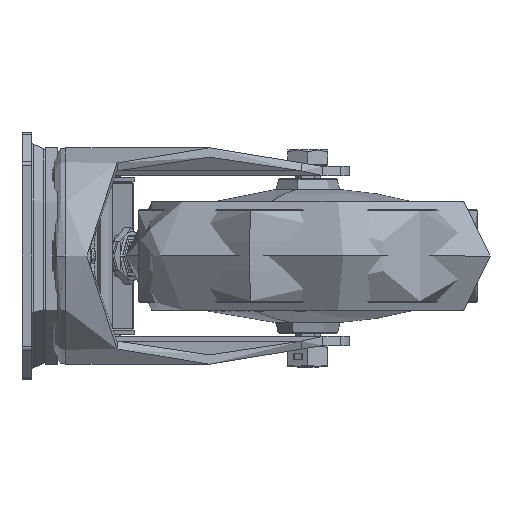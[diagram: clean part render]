
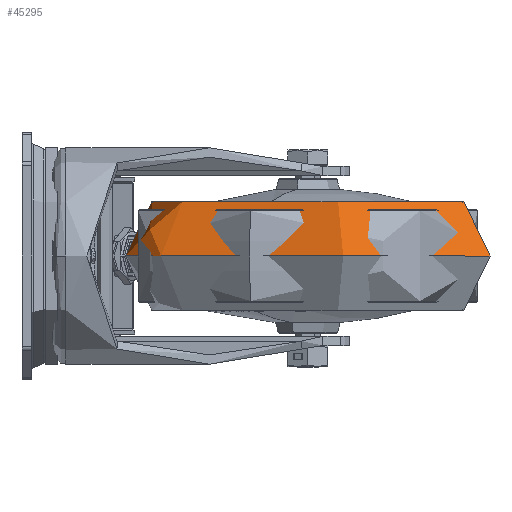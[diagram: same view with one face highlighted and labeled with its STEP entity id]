
A CAD part, left-side view. The second image highlights one B-rep face of the part: STEP entity #45295.
In plain terms, the highlighted free-form (B-spline) face has degree [3, 3] with [4, 4] control points.
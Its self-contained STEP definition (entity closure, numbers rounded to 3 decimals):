
#20 = CARTESIAN_POINT ( 'NONE',  ( 19.165, -151.425, 0. ) ) ;
#532 = CARTESIAN_POINT ( 'NONE',  ( 59.593, -37.09, 17.5 ) ) ;
#1430 = CARTESIAN_POINT ( 'NONE',  ( 22.165, -142.94, 17.5 ) ) ;
#4755 = FACE_OUTER_BOUND ( 'NONE', #17062, .T. ) ;
#5940 = CARTESIAN_POINT ( 'NONE',  ( 60.835, -33.575, 0. ) ) ;
#10140 = CARTESIAN_POINT ( 'NONE',  ( 60.835, -33.575, 0. ) ) ;
#10219 = CARTESIAN_POINT ( 'NONE',  ( 40., -92.5, 17.5 ) ) ;
#10426 = CARTESIAN_POINT ( 'NONE',  ( 60.835, -33.575, 10.251 ) ) ;
#11066 =( BOUNDED_CURVE ( )  B_SPLINE_CURVE ( 3, ( #25381, #53343, #43415, #43709 ),
 .UNSPECIFIED., .F., .F. ) 
 B_SPLINE_CURVE_WITH_KNOTS ( ( 4, 4 ),
 ( 0., 1.571 ),
 .UNSPECIFIED. ) 
 CURVE ( )  GEOMETRIC_REPRESENTATION_ITEM ( )  RATIONAL_B_SPLINE_CURVE ( ( 1., 0.805, 0.805, 1. ) ) 
 REPRESENTATION_ITEM ( '' )  );
#13090 = CARTESIAN_POINT ( 'NONE',  ( 40., -92.5, 0. ) ) ;
#14303 = CARTESIAN_POINT ( 'NONE',  ( 57.835, -42.06, 17.5 ) ) ;
#15166 = CARTESIAN_POINT ( 'NONE',  ( -78.714, -107.27, 17.5 ) ) ;
#15707 =( BOUNDED_CURVE ( )  B_SPLINE_CURVE ( 3, ( #39011, #25794, #34787, #16792 ),
 .UNSPECIFIED., .F., .F. ) 
 B_SPLINE_CURVE_WITH_KNOTS ( ( 4, 4 ),
 ( 4.712, 6.283 ),
 .UNSPECIFIED. ) 
 CURVE ( )  GEOMETRIC_REPRESENTATION_ITEM ( )  RATIONAL_B_SPLINE_CURVE ( ( 1., 0.805, 0.805, 1. ) ) 
 REPRESENTATION_ITEM ( '' )  );
#16536 = EDGE_CURVE ( 'NONE', #28174, #38673, #15707, .T. ) ;
#16792 = CARTESIAN_POINT ( 'NONE',  ( 57.835, -42.06, 17.5 ) ) ;
#17062 = EDGE_LOOP ( 'NONE', ( #43407, #29954, #21542, #52277 ) ) ;
#17243 = AXIS2_PLACEMENT_3D ( 'NONE', #10219, #23926, #42232 ) ;
#19644 = CARTESIAN_POINT ( 'NONE',  ( 20.407, -147.91, 17.5 ) ) ;
#21542 = ORIENTED_EDGE ( 'NONE', *, *, #16536, .F. ) ;
#22190 = VERTEX_POINT ( 'NONE', #20 ) ;
#23926 = DIRECTION ( 'NONE',  ( 0., 0., 1. ) ) ;
#25381 = CARTESIAN_POINT ( 'NONE',  ( 22.165, -142.94, 17.5 ) ) ;
#25794 = CARTESIAN_POINT ( 'NONE',  ( 60.835, -33.575, 10.251 ) ) ;
#26476 = EDGE_CURVE ( 'NONE', #38673, #51060, #44074, .T. ) ;
#28174 = VERTEX_POINT ( 'NONE', #10140 ) ;
#28646 = CARTESIAN_POINT ( 'NONE',  ( -43.044, -6.39, 17.5 ) ) ;
#29954 = ORIENTED_EDGE ( 'NONE', *, *, #26476, .F. ) ;
#31675 = DIRECTION ( 'NONE',  ( 0., 0., -1. ) ) ;
#32291 = CARTESIAN_POINT ( 'NONE',  ( -57.014, 8.096, 10.251 ) ) ;
#32594 = CARTESIAN_POINT ( 'NONE',  ( -57.014, 8.096, 0. ) ) ;
#34787 = CARTESIAN_POINT ( 'NONE',  ( 59.593, -37.09, 17.5 ) ) ;
#36004 =( BOUNDED_SURFACE ( )  B_SPLINE_SURFACE ( 3, 3, ( 
 ( #5940, #32594, #37953, #51503 ),
 ( #10426, #32291, #56308, #50915 ),
 ( #532, #37078, #42445, #19644 ),
 ( #14303, #28646, #15166, #1430 ) ),
 .UNSPECIFIED., .F., .F., .F. ) 
 B_SPLINE_SURFACE_WITH_KNOTS ( ( 4, 4 ),
 ( 4, 4 ),
 ( 0., 1. ),
 ( 0., 1. ),
 .UNSPECIFIED. ) 
 GEOMETRIC_REPRESENTATION_ITEM ( )  RATIONAL_B_SPLINE_SURFACE ( (
 ( 1., 0.333, 0.333, 1.),
 ( 0.805, 0.268, 0.268, 0.805),
 ( 0.805, 0.268, 0.268, 0.805),
 ( 1., 0.333, 0.333, 1.) ) ) 
 REPRESENTATION_ITEM ( '' )  SURFACE ( )  );
#37078 = CARTESIAN_POINT ( 'NONE',  ( -51.228, 2.095, 17.5 ) ) ;
#37209 = CARTESIAN_POINT ( 'NONE',  ( 57.835, -42.06, 17.5 ) ) ;
#37953 = CARTESIAN_POINT ( 'NONE',  ( -98.685, -109.754, 0. ) ) ;
#38673 = VERTEX_POINT ( 'NONE', #37209 ) ;
#39011 = CARTESIAN_POINT ( 'NONE',  ( 60.835, -33.575, 0. ) ) ;
#40657 = DIRECTION ( 'NONE',  ( -0.943, 0.333, 0. ) ) ;
#42232 = DIRECTION ( 'NONE',  ( 0.943, -0.333, 0. ) ) ;
#42445 = CARTESIAN_POINT ( 'NONE',  ( -90.413, -108.725, 17.5 ) ) ;
#43407 = ORIENTED_EDGE ( 'NONE', *, *, #52488, .F. ) ;
#43415 = CARTESIAN_POINT ( 'NONE',  ( 19.165, -151.425, 10.251 ) ) ;
#43709 = CARTESIAN_POINT ( 'NONE',  ( 19.165, -151.425, 0. ) ) ;
#44074 = CIRCLE ( 'NONE', #17243, 53.5 ) ;
#44546 = AXIS2_PLACEMENT_3D ( 'NONE', #13090, #31675, #40657 ) ;
#45295 = ADVANCED_FACE ( 'NONE', ( #4755 ), #36004, .F. ) ;
#50915 = CARTESIAN_POINT ( 'NONE',  ( 19.165, -151.425, 10.251 ) ) ;
#51003 = CARTESIAN_POINT ( 'NONE',  ( 22.165, -142.94, 17.5 ) ) ;
#51060 = VERTEX_POINT ( 'NONE', #51003 ) ;
#51503 = CARTESIAN_POINT ( 'NONE',  ( 19.165, -151.425, 0. ) ) ;
#52277 = ORIENTED_EDGE ( 'NONE', *, *, #58802, .F. ) ;
#52488 = EDGE_CURVE ( 'NONE', #51060, #22190, #11066, .T. ) ;
#53343 = CARTESIAN_POINT ( 'NONE',  ( 20.407, -147.91, 17.5 ) ) ;
#56308 = CARTESIAN_POINT ( 'NONE',  ( -98.685, -109.754, 10.251 ) ) ;
#57050 = CIRCLE ( 'NONE', #44546, 62.5 ) ;
#58802 = EDGE_CURVE ( 'NONE', #22190, #28174, #57050, .T. ) ;
